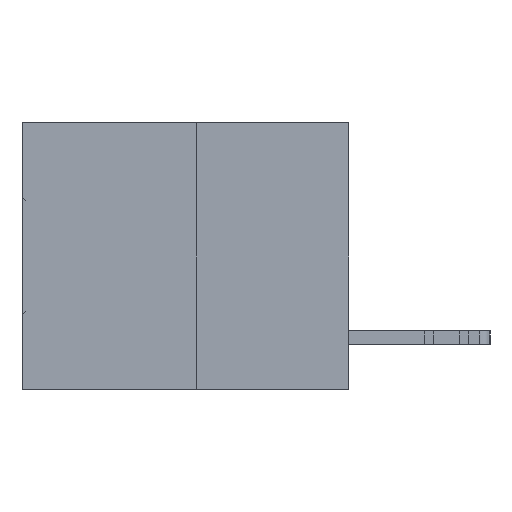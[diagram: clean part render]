
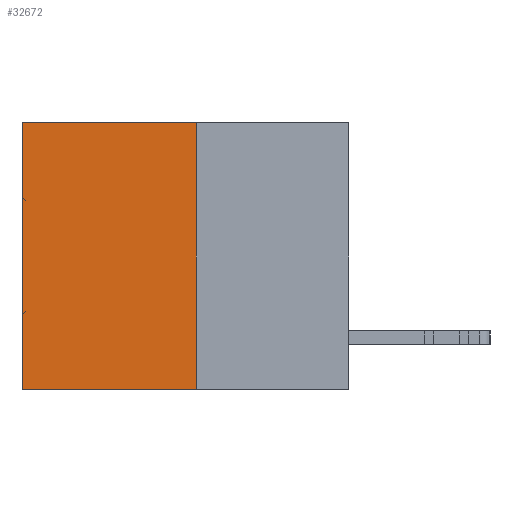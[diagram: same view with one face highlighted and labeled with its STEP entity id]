
A CAD part, left-side view. The second image highlights one B-rep face of the part: STEP entity #32672.
In plain terms, the highlighted planar face has unit normal (-1, 0, 0).
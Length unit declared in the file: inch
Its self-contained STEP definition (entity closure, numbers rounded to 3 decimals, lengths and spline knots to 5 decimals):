
#721 = EDGE_CURVE ( 'NONE', #27895, #8828, #25140, .T. ) ;
#1229 = ORIENTED_EDGE ( 'NONE', *, *, #15945, .T. ) ;
#4814 = VECTOR ( 'NONE', #16796, 39.37008 ) ;
#7745 = ORIENTED_EDGE ( 'NONE', *, *, #11856, .F. ) ;
#8547 = VERTEX_POINT ( 'NONE', #32935 ) ;
#8828 = VERTEX_POINT ( 'NONE', #32471 ) ;
#9319 = CARTESIAN_POINT ( 'NONE',  ( 0.3165, 0.28, 0. ) ) ;
#9623 = ORIENTED_EDGE ( 'NONE', *, *, #721, .T. ) ;
#10278 = ORIENTED_EDGE ( 'NONE', *, *, #21099, .F. ) ;
#11311 = VECTOR ( 'NONE', #29955, 39.37008 ) ;
#11856 = EDGE_CURVE ( 'NONE', #27895, #33180, #15015, .T. ) ;
#12196 = EDGE_LOOP ( 'NONE', ( #1229, #10278, #7745, #9623 ) ) ;
#12868 = CARTESIAN_POINT ( 'NONE',  ( 0.3165, 0.28, -0.49 ) ) ;
#14994 = LINE ( 'NONE', #12868, #21130 ) ;
#15015 = LINE ( 'NONE', #29811, #4814 ) ;
#15945 = EDGE_CURVE ( 'NONE', #8828, #8547, #17083, .T. ) ;
#16796 = DIRECTION ( 'NONE',  ( 0., 0., -1. ) ) ;
#17083 = LINE ( 'NONE', #23315, #32948 ) ;
#17704 = DIRECTION ( 'NONE',  ( 0., 0., -1. ) ) ;
#18269 = CARTESIAN_POINT ( 'NONE',  ( 0.3165, 0.28, -0.49 ) ) ;
#18913 = FACE_OUTER_BOUND ( 'NONE', #12196, .T. ) ;
#21099 = EDGE_CURVE ( 'NONE', #33180, #8547, #14994, .T. ) ;
#21130 = VECTOR ( 'NONE', #33700, 39.37008 ) ;
#23315 = CARTESIAN_POINT ( 'NONE',  ( 0.3165, 0.6, -0.49 ) ) ;
#25140 = LINE ( 'NONE', #9319, #11311 ) ;
#26133 = AXIS2_PLACEMENT_3D ( 'NONE', #33301, #33411, #17704 ) ;
#27030 = CARTESIAN_POINT ( 'NONE',  ( 0.3165, 0.28, 0. ) ) ;
#27895 = VERTEX_POINT ( 'NONE', #27030 ) ;
#28816 = DIRECTION ( 'NONE',  ( 0., 0., -1. ) ) ;
#29811 = CARTESIAN_POINT ( 'NONE',  ( 0.3165, 0.28, -0.49 ) ) ;
#29955 = DIRECTION ( 'NONE',  ( 0., 1., 0. ) ) ;
#32471 = CARTESIAN_POINT ( 'NONE',  ( 0.3165, 0.6, 0. ) ) ;
#32672 = ADVANCED_FACE ( 'NONE', ( #18913 ), #33186, .F. ) ;
#32935 = CARTESIAN_POINT ( 'NONE',  ( 0.3165, 0.6, -0.49 ) ) ;
#32948 = VECTOR ( 'NONE', #28816, 39.37008 ) ;
#33180 = VERTEX_POINT ( 'NONE', #18269 ) ;
#33186 = PLANE ( 'NONE',  #26133 ) ;
#33301 = CARTESIAN_POINT ( 'NONE',  ( 0.3165, 0.28, -0.49 ) ) ;
#33411 = DIRECTION ( 'NONE',  ( 1., 0., 0. ) ) ;
#33700 = DIRECTION ( 'NONE',  ( 0., 1., 0. ) ) ;
